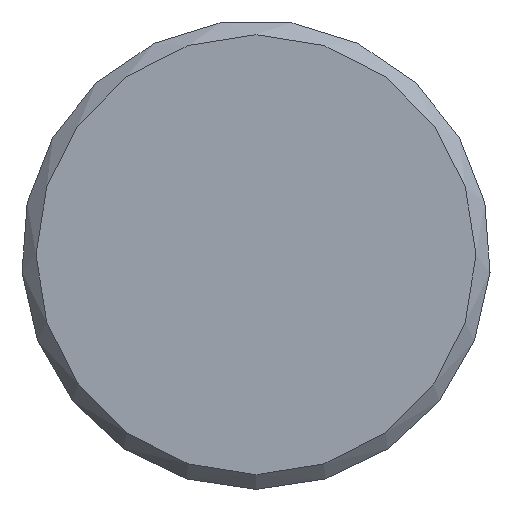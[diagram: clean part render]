
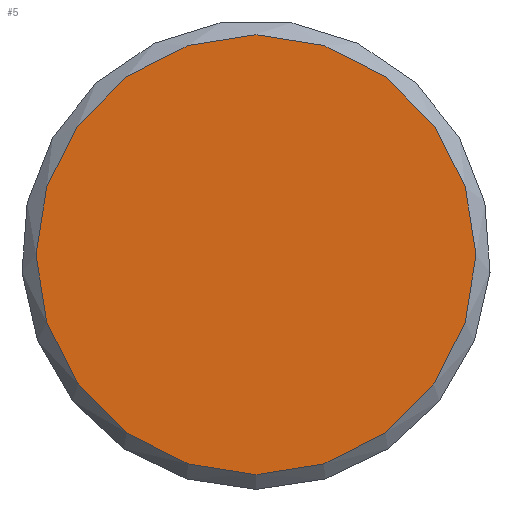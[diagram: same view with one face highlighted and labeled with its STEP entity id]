
A CAD part, left-side view. The second image highlights one B-rep face of the part: STEP entity #5.
In plain terms, the highlighted planar face has unit normal (-1, 0, 0).
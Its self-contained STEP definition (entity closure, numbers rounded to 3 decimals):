
#5 = ADVANCED_FACE ( 'NONE', ( #49 ), #132, .F. ) ;
#16 = CIRCLE ( 'NONE', #95, 7.5 ) ;
#17 = ORIENTED_EDGE ( 'NONE', *, *, #102, .T. ) ;
#45 = EDGE_LOOP ( 'NONE', ( #17 ) ) ;
#49 = FACE_OUTER_BOUND ( 'NONE', #45, .T. ) ;
#95 = AXIS2_PLACEMENT_3D ( 'NONE', #124, #115, #161 ) ;
#96 = AXIS2_PLACEMENT_3D ( 'NONE', #139, #135, #148 ) ;
#102 = EDGE_CURVE ( 'NONE', #157, #157, #16, .T. ) ;
#115 = DIRECTION ( 'NONE',  ( -1., 0., 0. ) ) ;
#124 = CARTESIAN_POINT ( 'NONE',  ( -3000., 0., 0. ) ) ;
#132 = PLANE ( 'NONE',  #96 ) ;
#135 = DIRECTION ( 'NONE',  ( 1., 0., 0. ) ) ;
#139 = CARTESIAN_POINT ( 'NONE',  ( -3000., 0., 0. ) ) ;
#148 = DIRECTION ( 'NONE',  ( 0., 0., -1. ) ) ;
#157 = VERTEX_POINT ( 'NONE', #170 ) ;
#161 = DIRECTION ( 'NONE',  ( 0., 0., -1. ) ) ;
#170 = CARTESIAN_POINT ( 'NONE',  ( -3000., 0., -7.5 ) ) ;
